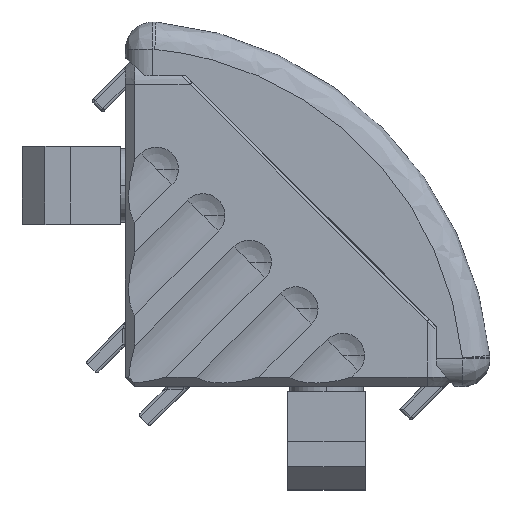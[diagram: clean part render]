
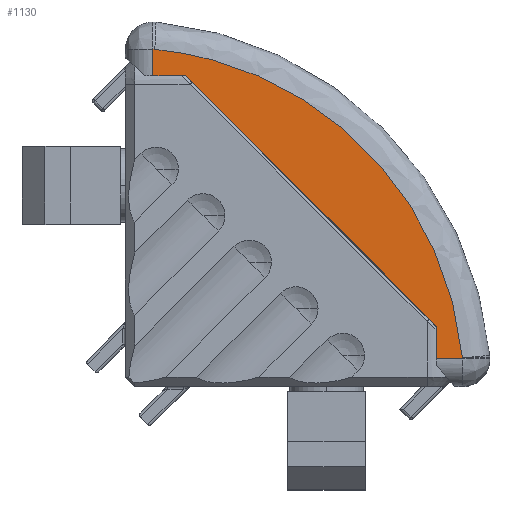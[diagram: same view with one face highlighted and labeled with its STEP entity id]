
A CAD part, top view. The second image highlights one B-rep face of the part: STEP entity #1130.
In plain terms, the highlighted planar face has unit normal (0, 0, 1).
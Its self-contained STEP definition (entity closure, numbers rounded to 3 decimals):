
#159=CARTESIAN_POINT('',(36.868,3.107,19.));
#160=VERTEX_POINT('',#159);
#168=CARTESIAN_POINT('',(36.868,3.0,19.));
#169=VERTEX_POINT('',#168);
#170=CARTESIAN_POINT('',(36.868,3.107,19.));
#171=DIRECTION('',(0.0,-1.0,0.0));
#172=VECTOR('',#171,0.107);
#173=LINE('',#170,#172);
#174=EDGE_CURVE('',#160,#169,#173,.T.);
#392=CARTESIAN_POINT('',(3.0,36.859,19.));
#393=VERTEX_POINT('',#392);
#453=CARTESIAN_POINT('',(3.211,36.859,19.0));
#454=VERTEX_POINT('',#453);
#455=CARTESIAN_POINT('',(3.0,36.859,19.));
#456=DIRECTION('',(1.0,0.0,0.0));
#457=VECTOR('',#456,0.211);
#458=LINE('',#455,#457);
#459=EDGE_CURVE('',#393,#454,#458,.T.);
#771=CARTESIAN_POINT('',(3.0,34.,19.));
#772=VERTEX_POINT('',#771);
#773=CARTESIAN_POINT('',(3.0,36.859,19.));
#774=DIRECTION('',(0.0,-1.0,0.0));
#775=VECTOR('',#774,2.859);
#776=LINE('',#773,#775);
#777=EDGE_CURVE('',#393,#772,#776,.T.);
#812=CARTESIAN_POINT('',(34.006,3.0,19.));
#813=VERTEX_POINT('',#812);
#839=CARTESIAN_POINT('',(34.006,3.0,19.));
#840=DIRECTION('',(1.0,0.0,0.0));
#841=VECTOR('',#840,2.862);
#842=LINE('',#839,#841);
#843=EDGE_CURVE('',#813,#169,#842,.T.);
#875=CARTESIAN_POINT('',(36.868,3.107,19.));
#876=CARTESIAN_POINT('',(36.774,4.125,19.0));
#877=CARTESIAN_POINT('',(36.571,5.642,19.0));
#878=CARTESIAN_POINT('',(36.225,7.391,19.));
#879=CARTESIAN_POINT('',(36.026,8.262,19.0));
#880=CARTESIAN_POINT('',(35.919,8.695,19.));
#881=CARTESIAN_POINT('',(35.864,8.912,19.0));
#882=CARTESIAN_POINT('',(35.84,9.005,19.));
#883=CARTESIAN_POINT('',(35.824,9.067,19.));
#884=CARTESIAN_POINT('',(35.817,9.096,19.));
#885=CARTESIAN_POINT('',(35.537,10.163,19.));
#886=CARTESIAN_POINT('',(35.066,11.693,19.));
#887=CARTESIAN_POINT('',(34.403,13.437,19.));
#888=CARTESIAN_POINT('',(34.043,14.299,19.0));
#889=CARTESIAN_POINT('',(33.856,14.727,19.0));
#890=CARTESIAN_POINT('',(33.774,14.91,19.));
#891=CARTESIAN_POINT('',(33.719,15.032,19.));
#892=CARTESIAN_POINT('',(33.693,15.091,19.));
#893=CARTESIAN_POINT('',(33.206,16.159,19.));
#894=CARTESIAN_POINT('',(32.456,17.629,19.0));
#895=CARTESIAN_POINT('',(31.47,19.282,19.0));
#896=CARTESIAN_POINT('',(30.949,20.093,19.0));
#897=CARTESIAN_POINT('',(30.719,20.437,19.));
#898=CARTESIAN_POINT('',(30.565,20.666,19.));
#899=CARTESIAN_POINT('',(30.489,20.778,19.));
#900=CARTESIAN_POINT('',(29.134,22.74,19.));
#901=CARTESIAN_POINT('',(27.704,24.458,19.));
#902=CARTESIAN_POINT('',(25.328,26.841,19.));
#903=CARTESIAN_POINT('',(24.091,27.974,19.0));
#904=CARTESIAN_POINT('',(22.563,29.196,19.));
#905=CARTESIAN_POINT('',(21.778,29.781,19.0));
#906=CARTESIAN_POINT('',(21.38,30.068,19.));
#907=CARTESIAN_POINT('',(21.209,30.189,19.));
#908=CARTESIAN_POINT('',(21.094,30.27,19.0));
#909=CARTESIAN_POINT('',(21.036,30.311,19.));
#910=CARTESIAN_POINT('',(20.072,30.98,19.));
#911=CARTESIAN_POINT('',(18.676,31.861,19.0));
#912=CARTESIAN_POINT('',(16.984,32.778,19.0));
#913=CARTESIAN_POINT('',(16.122,33.209,19.0));
#914=CARTESIAN_POINT('',(15.687,33.417,19.));
#915=CARTESIAN_POINT('',(15.499,33.505,19.0));
#916=CARTESIAN_POINT('',(15.374,33.564,19.));
#917=CARTESIAN_POINT('',(15.31,33.593,19.));
#918=CARTESIAN_POINT('',(14.277,34.068,19.));
#919=CARTESIAN_POINT('',(12.795,34.672,19.0));
#920=CARTESIAN_POINT('',(11.026,35.265,19.));
#921=CARTESIAN_POINT('',(10.131,35.533,19.));
#922=CARTESIAN_POINT('',(9.681,35.66,19.));
#923=CARTESIAN_POINT('',(9.455,35.722,19.));
#924=CARTESIAN_POINT('',(9.359,35.748,19.));
#925=CARTESIAN_POINT('',(9.294,35.765,19.0));
#926=CARTESIAN_POINT('',(9.26,35.774,19.));
#927=CARTESIAN_POINT('',(7.253,36.306,19.));
#928=CARTESIAN_POINT('',(5.247,36.665,19.));
#929=CARTESIAN_POINT('',(3.211,36.859,19.0));
#930=B_SPLINE_CURVE_WITH_KNOTS('',3,(#875,#876,#877,#878,#879,#880,#881,#882,#883,#884,#885,#886,#887,#888,#889,#890,#891,#892,#893,#894,#895,#896,#897,#898,#899,#900,#901,#902,#903,#904,#905,#906,#907,#908,#909,#910,#911,#912,#913,#914,#915,#916,#917,#918,#919,#920,#921,#922,#923,#924,#925,#926,#927,#928,#929),.UNSPECIFIED.,.F.,.U.,(4,1,1,1,1,1,2,2,1,1,1,1,2,2,1,1,1,2,2,2,1,1,1,1,2,2,1,1,1,1,2,2,1,1,1,1,1,2,2,4),(0.0,0.063,0.094,0.109,0.117,0.121,0.123,0.125,0.187,0.219,0.234,0.242,0.246,0.25,0.312,0.344,0.359,0.367,0.375,0.5,0.562,0.594,0.609,0.617,0.621,0.625,0.687,0.719,0.734,0.742,0.746,0.75,0.812,0.844,0.859,0.867,0.871,0.873,0.875,1.0),.UNSPECIFIED.);
#931=EDGE_CURVE('',#160,#454,#930,.T.);
#1096=CARTESIAN_POINT('',(22.413,22.424,19.));
#1097=DIRECTION('',(0.0,0.0,1.0));
#1098=DIRECTION('',(1.0,0.0,0.0));
#1099=AXIS2_PLACEMENT_3D('',#1096,#1097,#1098);
#1100=PLANE('',#1099);
#1101=ORIENTED_EDGE('',*,*,#174,.F.);
#1102=ORIENTED_EDGE('',*,*,#931,.T.);
#1103=ORIENTED_EDGE('',*,*,#459,.F.);
#1104=ORIENTED_EDGE('',*,*,#777,.T.);
#1105=CARTESIAN_POINT('',(6.588,34.,19.));
#1106=VERTEX_POINT('',#1105);
#1107=CARTESIAN_POINT('',(6.588,34.,19.));
#1108=DIRECTION('',(-1.,0.,0.0));
#1109=VECTOR('',#1108,3.588);
#1110=LINE('',#1107,#1109);
#1111=EDGE_CURVE('',#1106,#772,#1110,.T.);
#1112=ORIENTED_EDGE('',*,*,#1111,.F.);
#1113=CARTESIAN_POINT('',(34.006,6.582,19.));
#1114=VERTEX_POINT('',#1113);
#1115=CARTESIAN_POINT('',(34.006,6.582,19.));
#1116=DIRECTION('',(-0.707,0.707,0.0));
#1117=VECTOR('',#1116,38.775);
#1118=LINE('',#1115,#1117);
#1119=EDGE_CURVE('',#1114,#1106,#1118,.T.);
#1120=ORIENTED_EDGE('',*,*,#1119,.F.);
#1121=CARTESIAN_POINT('',(34.006,3.0,19.));
#1122=DIRECTION('',(0.0,1.0,0.0));
#1123=VECTOR('',#1122,3.582);
#1124=LINE('',#1121,#1123);
#1125=EDGE_CURVE('',#813,#1114,#1124,.T.);
#1126=ORIENTED_EDGE('',*,*,#1125,.F.);
#1127=ORIENTED_EDGE('',*,*,#843,.T.);
#1128=EDGE_LOOP('',(#1101,#1102,#1103,#1104,#1112,#1120,#1126,#1127));
#1129=FACE_OUTER_BOUND('',#1128,.T.);
#1130=ADVANCED_FACE('',(#1129),#1100,.T.);
